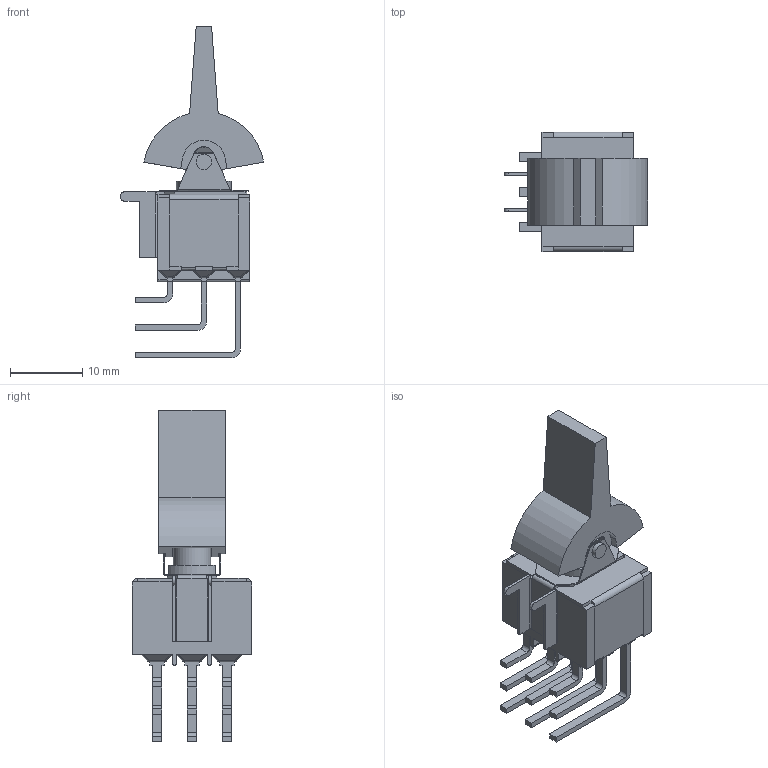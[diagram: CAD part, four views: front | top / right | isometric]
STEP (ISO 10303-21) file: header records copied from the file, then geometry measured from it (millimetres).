
FILE_DESCRIPTION(/* description */ (''),/* implementation_level */ '2;1');
FILE_NAME(/* name */ '3003PxJ2xxxM7xE.stp',/* time_stamp */ '2025-05-02T12:17:30-05:00',/* author */ ('mroman'),/* organization */ (''),/* preprocessor_version */ 'ST-DEVELOPER v18.1',/* originating_system */ 'Autodesk Inventor 2022',/* authorisation */ '');
FILE_SCHEMA (('AUTOMOTIVE_DESIGN { 1 0 10303 214 3 1 1 }'));
Length unit declared in the file: inch
Products named in the file (1): 3003PxJ2xxxM7xE
Bounding box: 19.89 x 16.51 x 45.95 mm (x, y, z)
Volume: 3395.7 mm3; surface area: 3313.4 mm2
Topology: 1 solids, 1 shells, 517 faces, 1363 edges, 822 vertices
Faces by surface type: plane 344, cylinder 137, sphere 36
Full cylindrical faces by diameter (mm): 2.15 x4, 3.2 x1, 5.2 x1
Entity records: 15516 total; most frequent: CARTESIAN_POINT 2697, DIRECTION 2691, ORIENTED_EDGE 2654, EDGE_CURVE 1327, LINE 995, VECTOR 995, AXIS2_PLACEMENT_3D 848, VERTEX_POINT 822
